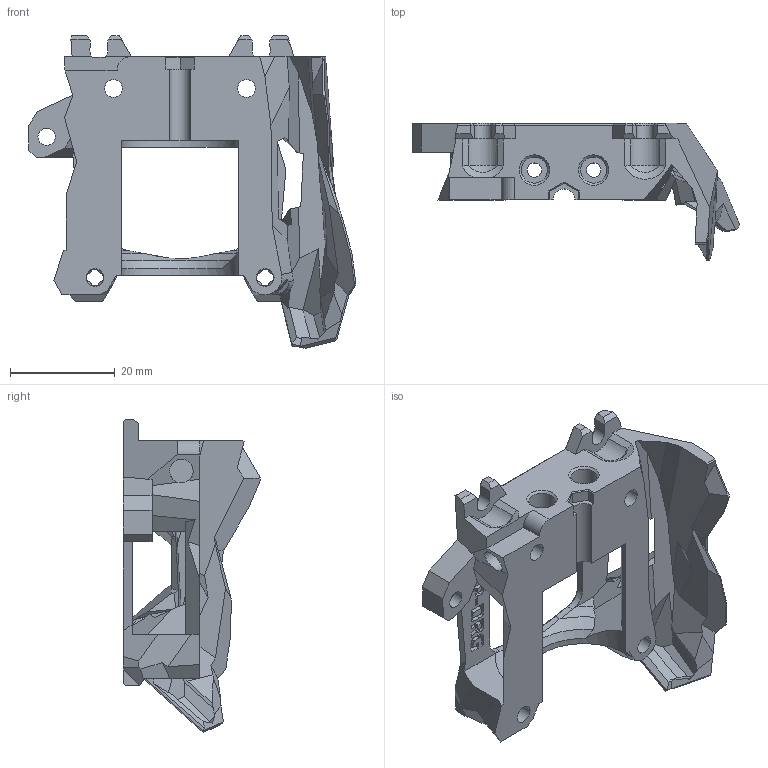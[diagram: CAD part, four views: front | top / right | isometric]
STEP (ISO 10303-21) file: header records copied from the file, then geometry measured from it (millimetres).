
FILE_DESCRIPTION (( 'STEP AP214' ), '1' );
FILE_NAME ('Stealthburner_Printhead_Dragon2.STEP', '2024-02-07T17:05:14', ( '' ), ( '' ), 'SwSTEP 2.0', 'SolidWorks 2024', '' );
FILE_SCHEMA (( 'AUTOMOTIVE_DESIGN' ));
Length unit declared in the file: millimetre
Products named in the file (1): Stealthburner_Printhead_Dragon2_Stealthburner_Printhead_Dragon2
Bounding box: 62.59 x 26.26 x 59.7 mm (x, y, z)
Volume: 15274.2 mm3; surface area: 10513.1 mm2
Topology: 1 solids, 1 shells, 588 faces, 1698 edges, 1096 vertices
Faces by surface type: plane 452, cylinder 71, bspline 43, cone 20, torus 2
Full cylindrical faces by diameter (mm): 2.75 x2, 3.3 x1, 3.4 x6, 4.5 x1, 5 x2, 6 x2, 6.1 x1
Entity records: 26530 total; most frequent: CARTESIAN_POINT 5198, ORIENTED_EDGE 3330, DIRECTION 2679, EDGE_CURVE 1665, VECTOR 1321, LINE 1321, VERTEX_POINT 1086, AXIS2_PLACEMENT_3D 679
